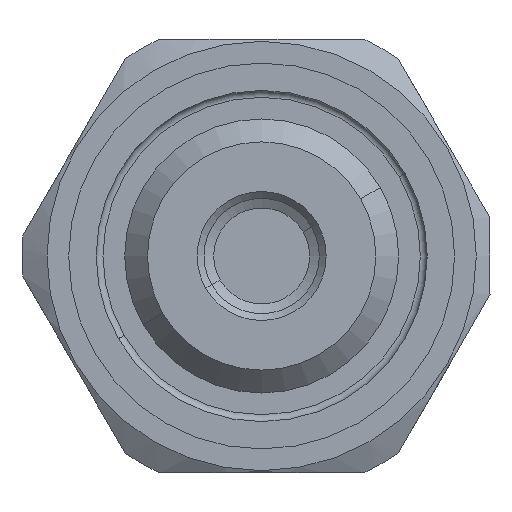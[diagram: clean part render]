
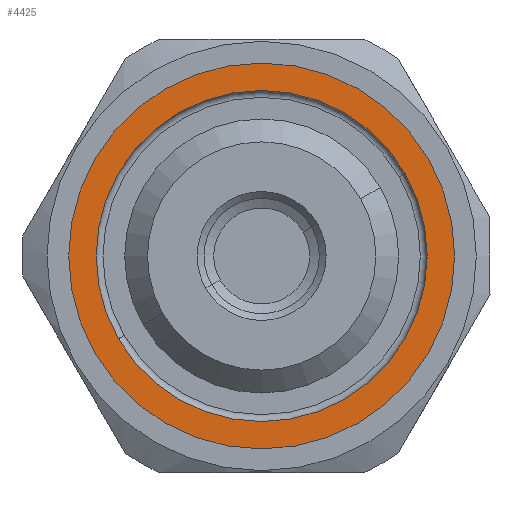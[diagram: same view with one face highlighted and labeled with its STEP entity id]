
A CAD part, front view. The second image highlights one B-rep face of the part: STEP entity #4425.
In plain terms, the highlighted planar face has unit normal (0, -1, 0).
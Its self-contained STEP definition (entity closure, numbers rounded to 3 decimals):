
#172 = CARTESIAN_POINT ( 'NONE',  ( 0., 12., 8.45 ) ) ;
#290 = DIRECTION ( 'NONE',  ( 0., -1., 0. ) ) ;
#480 = CIRCLE ( 'NONE', #4844, 8.45 ) ;
#492 = AXIS2_PLACEMENT_3D ( 'NONE', #956, #2781, #898 ) ;
#760 = CARTESIAN_POINT ( 'NONE',  ( 0., 12., 0. ) ) ;
#898 = DIRECTION ( 'NONE',  ( 0., 0., -1. ) ) ;
#910 = VERTEX_POINT ( 'NONE', #4004 ) ;
#942 = VERTEX_POINT ( 'NONE', #172 ) ;
#956 = CARTESIAN_POINT ( 'NONE',  ( 0., 12., 0. ) ) ;
#1129 = CIRCLE ( 'NONE', #2847, 7.25 ) ;
#1353 = VERTEX_POINT ( 'NONE', #4219 ) ;
#1647 = CARTESIAN_POINT ( 'NONE',  ( 0., 12., -7.25 ) ) ;
#1660 = CARTESIAN_POINT ( 'NONE',  ( 0., 12., 0. ) ) ;
#1807 = FACE_BOUND ( 'NONE', #3820, .T. ) ;
#1906 = CIRCLE ( 'NONE', #492, 8.45 ) ;
#2020 = AXIS2_PLACEMENT_3D ( 'NONE', #760, #3061, #3414 ) ;
#2082 = ORIENTED_EDGE ( 'NONE', *, *, #2854, .T. ) ;
#2385 = FACE_OUTER_BOUND ( 'NONE', #4031, .T. ) ;
#2513 = CARTESIAN_POINT ( 'NONE',  ( 0., 12., 0. ) ) ;
#2528 = VERTEX_POINT ( 'NONE', #1647 ) ;
#2679 = ORIENTED_EDGE ( 'NONE', *, *, #3352, .T. ) ;
#2781 = DIRECTION ( 'NONE',  ( 0., -1., 0. ) ) ;
#2822 = DIRECTION ( 'NONE',  ( 0., -1., 0. ) ) ;
#2847 = AXIS2_PLACEMENT_3D ( 'NONE', #2513, #3637, #3687 ) ;
#2854 = EDGE_CURVE ( 'NONE', #1353, #942, #480, .T. ) ;
#3043 = ORIENTED_EDGE ( 'NONE', *, *, #3771, .F. ) ;
#3061 = DIRECTION ( 'NONE',  ( 0., -1., 0. ) ) ;
#3268 = DIRECTION ( 'NONE',  ( 0., 0., -1. ) ) ;
#3352 = EDGE_CURVE ( 'NONE', #942, #1353, #1906, .T. ) ;
#3414 = DIRECTION ( 'NONE',  ( 0., 0., -1. ) ) ;
#3561 = ORIENTED_EDGE ( 'NONE', *, *, #3696, .F. ) ;
#3591 = AXIS2_PLACEMENT_3D ( 'NONE', #4431, #290, #3268 ) ;
#3637 = DIRECTION ( 'NONE',  ( 0., -1., 0. ) ) ;
#3687 = DIRECTION ( 'NONE',  ( 0., 0., -1. ) ) ;
#3696 = EDGE_CURVE ( 'NONE', #910, #2528, #4051, .T. ) ;
#3771 = EDGE_CURVE ( 'NONE', #2528, #910, #1129, .T. ) ;
#3820 = EDGE_LOOP ( 'NONE', ( #3043, #3561 ) ) ;
#4004 = CARTESIAN_POINT ( 'NONE',  ( 0., 12., 7.25 ) ) ;
#4031 = EDGE_LOOP ( 'NONE', ( #2082, #2679 ) ) ;
#4037 = PLANE ( 'NONE',  #3591 ) ;
#4051 = CIRCLE ( 'NONE', #2020, 7.25 ) ;
#4219 = CARTESIAN_POINT ( 'NONE',  ( 0., 12., -8.45 ) ) ;
#4399 = DIRECTION ( 'NONE',  ( 0., 0., -1. ) ) ;
#4425 = ADVANCED_FACE ( 'NONE', ( #2385, #1807 ), #4037, .T. ) ;
#4431 = CARTESIAN_POINT ( 'NONE',  ( 7.25, 12., 0. ) ) ;
#4844 = AXIS2_PLACEMENT_3D ( 'NONE', #1660, #2822, #4399 ) ;
